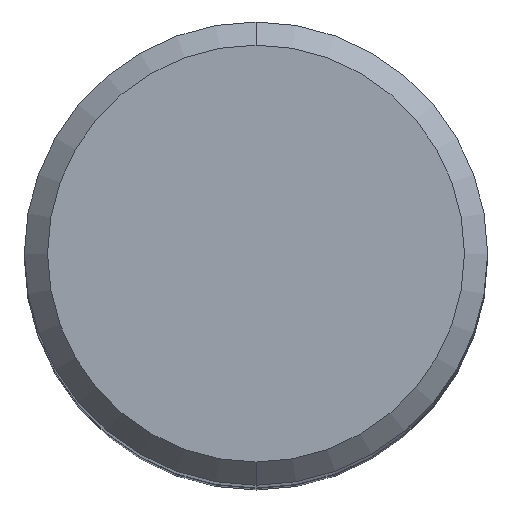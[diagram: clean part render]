
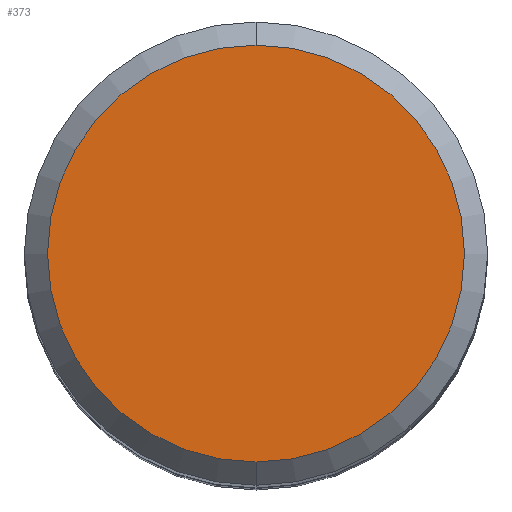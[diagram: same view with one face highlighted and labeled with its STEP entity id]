
A CAD part, top view. The second image highlights one B-rep face of the part: STEP entity #373.
In plain terms, the highlighted planar face has unit normal (0, 0, 1).
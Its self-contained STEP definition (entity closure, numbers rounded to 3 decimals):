
#295=EDGE_CURVE('',#313,#499,#642,.T.);
#313=VERTEX_POINT('',#661);
#373=ADVANCED_FACE('',(#726),#727,.T.);
#439=EDGE_CURVE('',#499,#313,#798,.T.);
#499=VERTEX_POINT('',#865);
#642=CIRCLE('',#1199,9.0);
#661=CARTESIAN_POINT('',(0.0,9.0,0.0));
#726=FACE_OUTER_BOUND('',#1405,.T.);
#727=PLANE('',#1406);
#798=CIRCLE('',#1517,9.0);
#865=CARTESIAN_POINT('',(0.,-9.0,0.0));
#1199=AXIS2_PLACEMENT_3D('',#1873,#1874,#1875);
#1405=EDGE_LOOP('',(#1953,#1954));
#1406=AXIS2_PLACEMENT_3D('',#1955,#1956,#1957);
#1517=AXIS2_PLACEMENT_3D('',#2021,#2022,#2023);
#1873=CARTESIAN_POINT('',(0.0,0.0,0.0));
#1874=DIRECTION('',(0.0,0.0,-1.0));
#1875=DIRECTION('',(0.0,1.0,0.0));
#1953=ORIENTED_EDGE('',*,*,#295,.F.);
#1954=ORIENTED_EDGE('',*,*,#439,.F.);
#1955=CARTESIAN_POINT('',(0.0,4.5,0.0));
#1956=DIRECTION('',(-0.0,0.0,1.0));
#1957=DIRECTION('',(0.0,-1.0,0.0));
#2021=CARTESIAN_POINT('',(0.0,0.0,0.0));
#2022=DIRECTION('',(0.0,0.0,-1.0));
#2023=DIRECTION('',(0.0,1.0,0.0));
